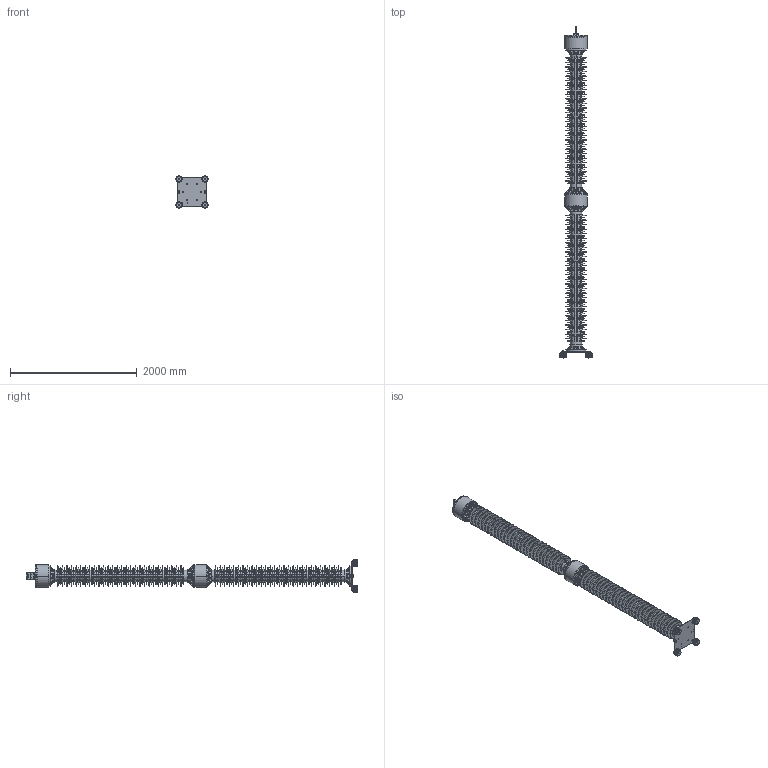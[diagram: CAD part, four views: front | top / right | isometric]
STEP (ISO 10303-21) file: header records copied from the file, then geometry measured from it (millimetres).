
FILE_DESCRIPTION((''),'2;1');
FILE_NAME('1HSE220062-923_SW0001','2016-11-02T',('sebjsjo1'),('ABB Technology Ltd.'),'PRO/ENGINEER BY PARAMETRIC TECHNOLOGY CORPORATION, 2015110','PRO/ENGINEER BY PARAMETRIC TECHNOLOGY CORPORATION, 2015110','');
FILE_SCHEMA(('CONFIG_CONTROL_DESIGN'));
Products named in the file (1): 1HSE220062-923_SW0001
Bounding box: 510 x 5240 x 510 mm (x, y, z)
Surface area: 16110631.5 mm2 (no closed solid volume)
Topology: 0 solids, 216 shells, 2352 faces, 7703 edges, 5317 vertices
Faces by surface type: torus 682, cone 558, cylinder 470, bspline 351, plane 291
Entity records: 102297 total; most frequent: CARTESIAN_POINT 38138, DIRECTION 13776, ORIENTED_EDGE 11809, EDGE_CURVE 7703, AXIS2_PLACEMENT_3D 5499, VERTEX_POINT 5317, CIRCLE 3498, VECTOR 2778
